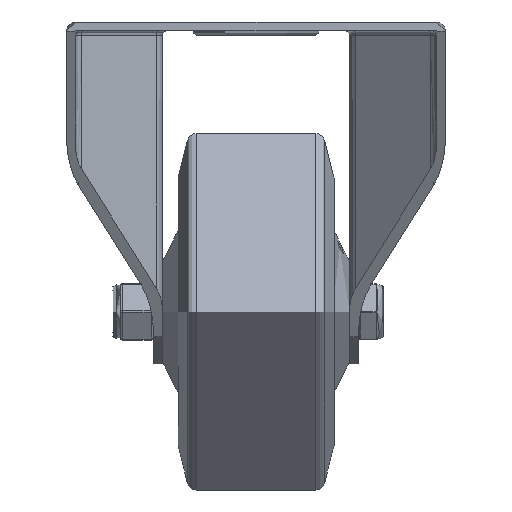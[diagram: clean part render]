
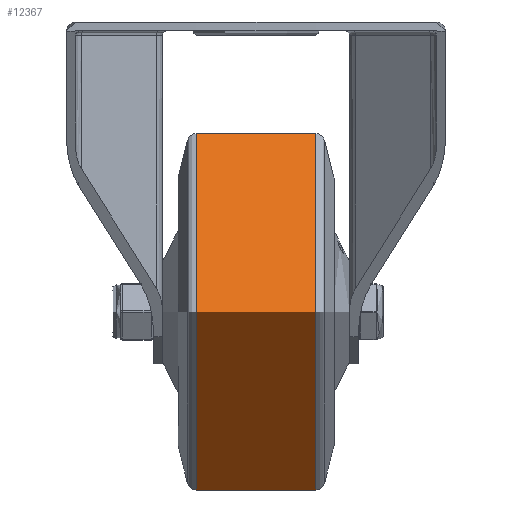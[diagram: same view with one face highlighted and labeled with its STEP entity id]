
A CAD part, left-side view. The second image highlights one B-rep face of the part: STEP entity #12367.
In plain terms, the highlighted cylindrical face has radius 40 mm (diameter 80 mm), a full revolution.
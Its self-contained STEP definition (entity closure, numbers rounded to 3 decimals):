
#1632=LINE('',#18951,#2439);
#2439=VECTOR('',#15226,40.);
#3084=CYLINDRICAL_SURFACE('',#13494,40.);
#3409=FACE_OUTER_BOUND('',#4204,.T.);
#4204=EDGE_LOOP('',(#9308,#9309,#9310,#9311));
#5080=CIRCLE('',#13493,40.);
#5081=CIRCLE('',#13495,40.);
#5724=VERTEX_POINT('',#18946);
#5725=VERTEX_POINT('',#18950);
#7070=EDGE_CURVE('',#5724,#5724,#5080,.T.);
#7071=EDGE_CURVE('',#5724,#5725,#1632,.T.);
#7072=EDGE_CURVE('',#5725,#5725,#5081,.T.);
#9308=ORIENTED_EDGE('',*,*,#7070,.F.);
#9309=ORIENTED_EDGE('',*,*,#7071,.T.);
#9310=ORIENTED_EDGE('',*,*,#7072,.T.);
#9311=ORIENTED_EDGE('',*,*,#7071,.F.);
#12367=ADVANCED_FACE('',(#3409),#3084,.T.);
#13493=AXIS2_PLACEMENT_3D('',#18948,#15222,#15223);
#13494=AXIS2_PLACEMENT_3D('',#18949,#15224,#15225);
#13495=AXIS2_PLACEMENT_3D('',#18952,#15227,#15228);
#15222=DIRECTION('center_axis',(0.,1.,0.));
#15223=DIRECTION('ref_axis',(0.,0.,1.));
#15224=DIRECTION('center_axis',(0.,1.,0.));
#15225=DIRECTION('ref_axis',(0.,0.,1.));
#15226=DIRECTION('',(0.,-1.,0.));
#15227=DIRECTION('center_axis',(0.,1.,0.));
#15228=DIRECTION('ref_axis',(0.,0.,1.));
#18946=CARTESIAN_POINT('',(0.,13.438,-40.));
#18948=CARTESIAN_POINT('Origin',(0.,13.438,0.));
#18949=CARTESIAN_POINT('Origin',(0.,0.,0.));
#18950=CARTESIAN_POINT('',(0.,-13.438,-40.));
#18951=CARTESIAN_POINT('',(0.,0.,
-40.));
#18952=CARTESIAN_POINT('Origin',(0.,-13.438,0.));
